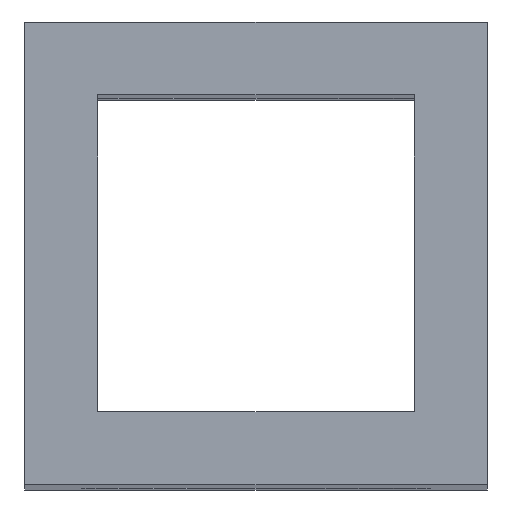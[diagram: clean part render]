
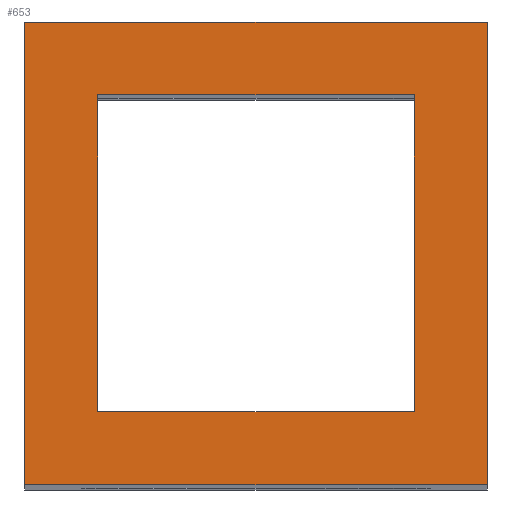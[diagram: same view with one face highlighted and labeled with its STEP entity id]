
A CAD part, top view. The second image highlights one B-rep face of the part: STEP entity #653.
In plain terms, the highlighted planar face has unit normal (0, 0, 1).
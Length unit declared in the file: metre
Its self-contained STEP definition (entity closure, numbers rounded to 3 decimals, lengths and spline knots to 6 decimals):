
#228=ORIENTED_EDGE('',*,*,#303,.T.);
#229=ORIENTED_EDGE('',*,*,#255,.T.);
#230=ORIENTED_EDGE('',*,*,#306,.T.);
#231=ORIENTED_EDGE('',*,*,#265,.T.);
#232=ORIENTED_EDGE('',*,*,#297,.F.);
#233=ORIENTED_EDGE('',*,*,#251,.F.);
#234=ORIENTED_EDGE('',*,*,#311,.F.);
#235=ORIENTED_EDGE('',*,*,#277,.F.);
#251=EDGE_CURVE('',#341,#342,#400,.T.);
#255=EDGE_CURVE('',#346,#345,#404,.T.);
#265=EDGE_CURVE('',#356,#355,#411,.T.);
#277=EDGE_CURVE('',#367,#368,#420,.T.);
#297=EDGE_CURVE('',#342,#367,#432,.T.);
#303=EDGE_CURVE('',#355,#346,#434,.T.);
#306=EDGE_CURVE('',#345,#356,#436,.T.);
#311=EDGE_CURVE('',#368,#341,#439,.T.);
#341=VERTEX_POINT('',#934);
#342=VERTEX_POINT('',#936);
#345=VERTEX_POINT('',#943);
#346=VERTEX_POINT('',#945);
#355=VERTEX_POINT('',#964);
#356=VERTEX_POINT('',#966);
#367=VERTEX_POINT('',#989);
#368=VERTEX_POINT('',#991);
#400=LINE('',#935,#464);
#404=LINE('',#944,#468);
#411=LINE('',#965,#475);
#420=LINE('',#990,#484);
#432=LINE('',#1028,#496);
#434=LINE('',#1039,#498);
#436=LINE('',#1044,#500);
#439=LINE('',#1053,#503);
#464=VECTOR('',#747,1.);
#468=VECTOR('',#753,1.);
#475=VECTOR('',#768,1.);
#484=VECTOR('',#785,1.);
#496=VECTOR('',#819,1.);
#498=VECTOR('',#833,1.);
#500=VECTOR('',#839,1.);
#503=VECTOR('',#852,1.);
#558=EDGE_LOOP('',(#228,#229,#230,#231));
#559=EDGE_LOOP('',(#232,#233,#234,#235));
#602=FACE_BOUND('',#558,.T.);
#603=FACE_BOUND('',#559,.T.);
#623=PLANE('',#722);
#653=ADVANCED_FACE('',(#602,#603),#623,.T.);
#722=AXIS2_PLACEMENT_3D('',#1083,#899,#900);
#747=DIRECTION('',(0.,-1.,0.));
#753=DIRECTION('',(0.,-1.,0.));
#768=DIRECTION('',(0.,1.,0.));
#785=DIRECTION('',(0.,1.,0.));
#819=DIRECTION('',(1.,0.,0.));
#833=DIRECTION('',(-1.,0.,0.));
#839=DIRECTION('',(1.,0.,0.));
#852=DIRECTION('',(-1.,0.,0.));
#899=DIRECTION('',(0.,0.,1.));
#900=DIRECTION('',(1.,0.,0.));
#934=CARTESIAN_POINT('',(-0.005438,0.005438,0.075));
#935=CARTESIAN_POINT('',(-0.005438,0.005438,0.075));
#936=CARTESIAN_POINT('',(-0.005438,-0.005438,0.075));
#943=CARTESIAN_POINT('',(-0.007938,-0.007938,0.075));
#944=CARTESIAN_POINT('',(-0.007938,0.007938,0.075));
#945=CARTESIAN_POINT('',(-0.007938,0.007938,0.075));
#964=CARTESIAN_POINT('',(0.007938,0.007938,0.075));
#965=CARTESIAN_POINT('',(0.007938,-0.007938,0.075));
#966=CARTESIAN_POINT('',(0.007938,-0.007938,0.075));
#989=CARTESIAN_POINT('',(0.005438,-0.005438,0.075));
#990=CARTESIAN_POINT('',(0.005438,-0.005438,0.075));
#991=CARTESIAN_POINT('',(0.005438,0.005438,0.075));
#1028=CARTESIAN_POINT('',(-0.005438,-0.005438,0.075));
#1039=CARTESIAN_POINT('',(0.007938,0.007938,0.075));
#1044=CARTESIAN_POINT('',(-0.007938,-0.007938,0.075));
#1053=CARTESIAN_POINT('',(0.005438,0.005438,0.075));
#1083=CARTESIAN_POINT('',(0.,0.,0.075));
